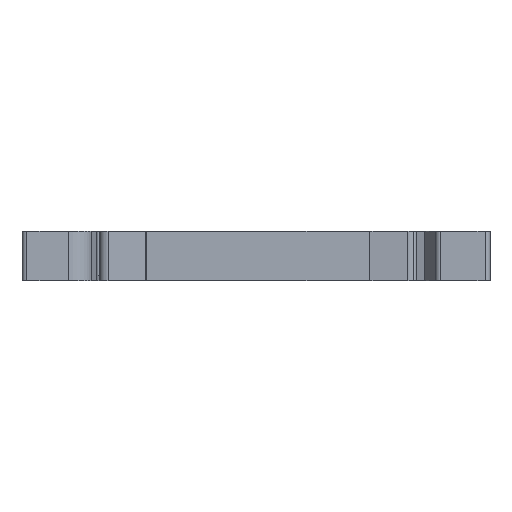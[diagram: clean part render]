
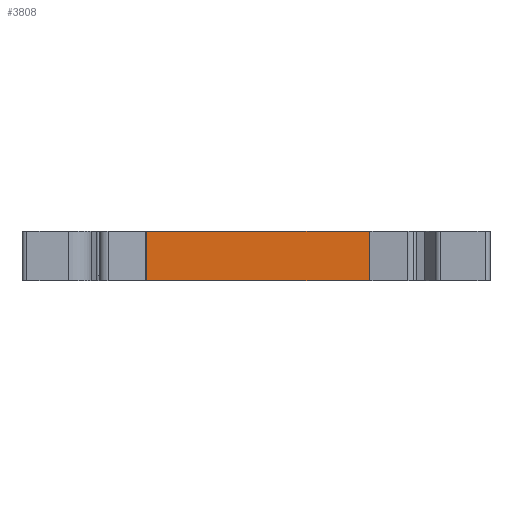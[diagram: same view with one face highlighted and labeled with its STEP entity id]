
A CAD part, front view. The second image highlights one B-rep face of the part: STEP entity #3808.
In plain terms, the highlighted planar face has unit normal (0, -1, 0).
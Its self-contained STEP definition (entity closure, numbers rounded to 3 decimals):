
#742=DIRECTION('',(0.,0.,1.));
#743=VECTOR('',#742,5.1);
#744=CARTESIAN_POINT('',(11.72,0.3,-2.95));
#745=LINE('',#744,#743);
#746=DIRECTION('',(1.,0.,0.));
#747=VECTOR('',#746,23.04);
#748=CARTESIAN_POINT('',(-11.32,0.3,2.15));
#749=LINE('',#748,#747);
#750=DIRECTION('',(-1.,0.,0.));
#751=VECTOR('',#750,23.04);
#752=CARTESIAN_POINT('',(11.72,0.3,-2.95));
#753=LINE('',#752,#751);
#754=DIRECTION('',(0.,0.,-1.));
#755=VECTOR('',#754,5.1);
#756=CARTESIAN_POINT('',(-11.32,0.3,2.15));
#757=LINE('',#756,#755);
#2648=CARTESIAN_POINT('',(-11.32,0.3,-2.95));
#2649=VERTEX_POINT('',#2648);
#2650=CARTESIAN_POINT('',(11.72,0.3,-2.95));
#2651=VERTEX_POINT('',#2650);
#2763=CARTESIAN_POINT('',(11.72,0.3,2.15));
#2764=VERTEX_POINT('',#2763);
#2765=CARTESIAN_POINT('',(-11.32,0.3,2.15));
#2766=VERTEX_POINT('',#2765);
#3796=CARTESIAN_POINT('',(11.72,0.3,2.15));
#3797=DIRECTION('',(0.,1.,0.));
#3798=DIRECTION('',(-1.,0.,0.));
#3799=AXIS2_PLACEMENT_3D('',#3796,#3797,#3798);
#3800=PLANE('',#3799);
#3801=ORIENTED_EDGE('',*,*,#3564,.T.);
#3802=ORIENTED_EDGE('',*,*,#3791,.F.);
#3803=ORIENTED_EDGE('',*,*,#3475,.T.);
#3805=ORIENTED_EDGE('',*,*,#3804,.F.);
#3806=EDGE_LOOP('',(#3801,#3802,#3803,#3805));
#3807=FACE_OUTER_BOUND('',#3806,.F.);
#3808=ADVANCED_FACE('',(#3807),#3800,.F.);
#3475=EDGE_CURVE('',#2651,#2649,#753,.T.);
#3564=EDGE_CURVE('',#2766,#2764,#749,.T.);
#3791=EDGE_CURVE('',#2651,#2764,#745,.T.);
#3804=EDGE_CURVE('',#2766,#2649,#757,.T.);
